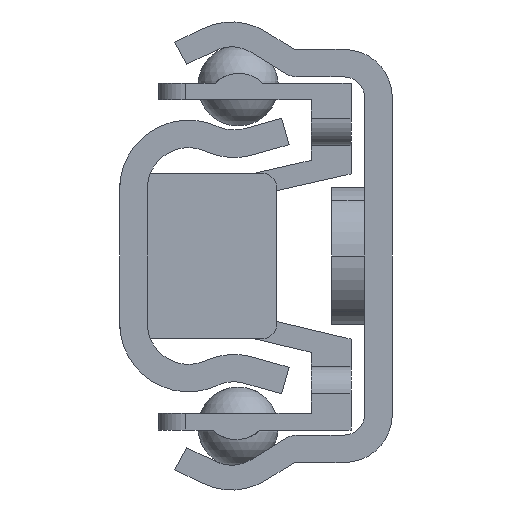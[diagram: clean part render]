
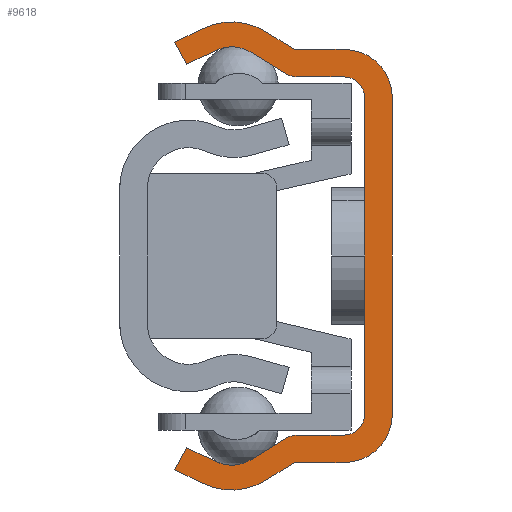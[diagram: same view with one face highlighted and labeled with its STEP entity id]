
A CAD part, front view. The second image highlights one B-rep face of the part: STEP entity #9618.
In plain terms, the highlighted planar face has unit normal (0, -1, 0).
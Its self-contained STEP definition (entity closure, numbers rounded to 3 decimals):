
#8791=CARTESIAN_POINT('',(1.921,0.,-5.75));
#8792=DIRECTION('',(0.,1.,0.));
#8793=DIRECTION('',(1.,0.,0.));
#8794=AXIS2_PLACEMENT_3D('',#8791,#8792,#8793);
#8796=DIRECTION('',(-1.,0.,0.));
#8797=VECTOR('',#8796,1.804);
#8798=CARTESIAN_POINT('',(1.921,0.,-7.5));
#8799=LINE('',#8798,#8797);
#8800=DIRECTION('',(-0.85,0.,-0.527));
#8801=VECTOR('',#8800,1.23);
#8802=CARTESIAN_POINT('',(0.116,0.,-7.5));
#8803=LINE('',#8802,#8801);
#8804=CARTESIAN_POINT('',(-2.167,0.,-6.15));
#8805=DIRECTION('',(0.,1.,0.));
#8806=DIRECTION('',(0.527,0.,-0.85));
#8807=AXIS2_PLACEMENT_3D('',#8804,#8805,#8806);
#8809=DIRECTION('',(-0.899,0.,0.438));
#8810=VECTOR('',#8809,1.15);
#8811=CARTESIAN_POINT('',(-3.195,0.,-8.263));
#8812=LINE('',#8811,#8810);
#8813=DIRECTION('',(0.479,0.,0.878));
#8814=VECTOR('',#8813,0.914);
#8815=CARTESIAN_POINT('',(-4.229,0.,-7.76));
#8816=LINE('',#8815,#8814);
#8817=DIRECTION('',(0.899,0.,-0.438));
#8818=VECTOR('',#8817,1.15);
#8819=CARTESIAN_POINT('',(-3.791,0.,-6.957));
#8820=LINE('',#8819,#8818);
#8821=CARTESIAN_POINT('',(-2.167,0.,-6.246));
#8822=DIRECTION('',(0.,-1.,0.));
#8823=DIRECTION('',(-0.438,0.,-0.899));
#8824=AXIS2_PLACEMENT_3D('',#8821,#8822,#8823);
#8826=DIRECTION('',(0.85,0.,0.527));
#8827=VECTOR('',#8826,1.413);
#8828=CARTESIAN_POINT('',(-1.456,0.,-7.394));
#8829=LINE('',#8828,#8827);
#8830=CARTESIAN_POINT('',(0.272,0.,-7.5));
#8831=DIRECTION('',(0.,1.,0.));
#8832=DIRECTION('',(-0.527,0.,0.85));
#8833=AXIS2_PLACEMENT_3D('',#8830,#8831,#8832);
#8835=DIRECTION('',(1.,0.,0.));
#8836=VECTOR('',#8835,1.649);
#8837=CARTESIAN_POINT('',(0.272,0.,-6.5));
#8838=LINE('',#8837,#8836);
#8839=CARTESIAN_POINT('',(1.921,0.,-5.75));
#8840=DIRECTION('',(0.,-1.,0.));
#8841=DIRECTION('',(0.,0.,-1.));
#8842=AXIS2_PLACEMENT_3D('',#8839,#8840,#8841);
#8844=CARTESIAN_POINT('',(1.921,0.,5.75));
#8845=DIRECTION('',(0.,-1.,0.));
#8846=DIRECTION('',(1.,0.,0.));
#8847=AXIS2_PLACEMENT_3D('',#8844,#8845,#8846);
#8849=DIRECTION('',(-1.,0.,0.));
#8850=VECTOR('',#8849,1.649);
#8851=CARTESIAN_POINT('',(1.921,0.,6.5));
#8852=LINE('',#8851,#8850);
#8853=CARTESIAN_POINT('',(0.272,0.,7.5));
#8854=DIRECTION('',(0.,1.,0.));
#8855=DIRECTION('',(0.,0.,-1.));
#8856=AXIS2_PLACEMENT_3D('',#8853,#8854,#8855);
#8858=DIRECTION('',(-0.85,0.,0.527));
#8859=VECTOR('',#8858,1.413);
#8860=CARTESIAN_POINT('',(-0.255,0.,6.65));
#8861=LINE('',#8860,#8859);
#8862=CARTESIAN_POINT('',(-2.167,0.,6.246));
#8863=DIRECTION('',(0.,-1.,0.));
#8864=DIRECTION('',(0.527,0.,0.85));
#8865=AXIS2_PLACEMENT_3D('',#8862,#8863,#8864);
#8867=DIRECTION('',(-0.899,0.,-0.438));
#8868=VECTOR('',#8867,1.15);
#8869=CARTESIAN_POINT('',(-2.757,0.,7.46));
#8870=LINE('',#8869,#8868);
#8871=DIRECTION('',(-0.479,0.,0.878));
#8872=VECTOR('',#8871,0.914);
#8873=CARTESIAN_POINT('',(-3.791,0.,6.957));
#8874=LINE('',#8873,#8872);
#8875=DIRECTION('',(0.899,0.,0.438));
#8876=VECTOR('',#8875,1.15);
#8877=CARTESIAN_POINT('',(-4.229,0.,7.76));
#8878=LINE('',#8877,#8876);
#8879=CARTESIAN_POINT('',(-2.167,0.,6.15));
#8880=DIRECTION('',(0.,1.,0.));
#8881=DIRECTION('',(-0.438,0.,0.899));
#8882=AXIS2_PLACEMENT_3D('',#8879,#8880,#8881);
#8884=DIRECTION('',(0.85,0.,-0.527));
#8885=VECTOR('',#8884,1.23);
#8886=CARTESIAN_POINT('',(-0.929,0.,8.148));
#8887=LINE('',#8886,#8885);
#8888=DIRECTION('',(1.,0.,0.));
#8889=VECTOR('',#8888,1.804);
#8890=CARTESIAN_POINT('',(0.116,0.,7.5));
#8891=LINE('',#8890,#8889);
#8892=CARTESIAN_POINT('',(1.921,0.,5.75));
#8893=DIRECTION('',(0.,1.,0.));
#8894=DIRECTION('',(0.,0.,1.));
#8895=AXIS2_PLACEMENT_3D('',#8892,#8893,#8894);
#8915=DIRECTION('',(0.,0.,1.));
#8916=VECTOR('',#8915,11.5);
#8917=CARTESIAN_POINT('',(3.671,0.,-5.75));
#8918=LINE('',#8917,#8916);
#8989=DIRECTION('',(0.,0.,-1.));
#8990=VECTOR('',#8989,11.5);
#8991=CARTESIAN_POINT('',(2.671,0.,5.75));
#8992=LINE('',#8991,#8990);
#9383=CARTESIAN_POINT('',(3.671,0.,-5.75));
#9384=CARTESIAN_POINT('',(1.921,0.,-7.5));
#9385=VERTEX_POINT('',#9383);
#9386=VERTEX_POINT('',#9384);
#9387=CARTESIAN_POINT('',(0.116,0.,-7.5));
#9388=VERTEX_POINT('',#9387);
#9389=CARTESIAN_POINT('',(-0.929,0.,-8.148));
#9390=VERTEX_POINT('',#9389);
#9391=CARTESIAN_POINT('',(-3.195,0.,-8.263));
#9392=VERTEX_POINT('',#9391);
#9393=CARTESIAN_POINT('',(-4.229,0.,-7.76));
#9394=VERTEX_POINT('',#9393);
#9395=CARTESIAN_POINT('',(-3.791,0.,-6.957));
#9396=VERTEX_POINT('',#9395);
#9397=CARTESIAN_POINT('',(-2.757,0.,-7.46));
#9398=VERTEX_POINT('',#9397);
#9399=CARTESIAN_POINT('',(-1.456,0.,-7.394));
#9400=VERTEX_POINT('',#9399);
#9401=CARTESIAN_POINT('',(-0.255,0.,-6.65));
#9402=VERTEX_POINT('',#9401);
#9403=CARTESIAN_POINT('',(0.272,0.,-6.5));
#9404=VERTEX_POINT('',#9403);
#9405=CARTESIAN_POINT('',(1.921,0.,-6.5));
#9406=VERTEX_POINT('',#9405);
#9407=CARTESIAN_POINT('',(2.671,0.,-5.75));
#9408=VERTEX_POINT('',#9407);
#9409=CARTESIAN_POINT('',(2.671,0.,5.75));
#9410=CARTESIAN_POINT('',(1.921,0.,6.5));
#9411=VERTEX_POINT('',#9409);
#9412=VERTEX_POINT('',#9410);
#9413=CARTESIAN_POINT('',(0.272,0.,6.5));
#9414=VERTEX_POINT('',#9413);
#9415=CARTESIAN_POINT('',(-0.255,0.,6.65));
#9416=VERTEX_POINT('',#9415);
#9417=CARTESIAN_POINT('',(-1.456,0.,7.394));
#9418=VERTEX_POINT('',#9417);
#9419=CARTESIAN_POINT('',(-2.757,0.,7.46));
#9420=VERTEX_POINT('',#9419);
#9421=CARTESIAN_POINT('',(-3.791,0.,6.957));
#9422=VERTEX_POINT('',#9421);
#9423=CARTESIAN_POINT('',(-4.229,0.,7.76));
#9424=VERTEX_POINT('',#9423);
#9425=CARTESIAN_POINT('',(-3.195,0.,8.263));
#9426=VERTEX_POINT('',#9425);
#9427=CARTESIAN_POINT('',(-0.929,0.,8.148));
#9428=VERTEX_POINT('',#9427);
#9429=CARTESIAN_POINT('',(0.116,0.,7.5));
#9430=VERTEX_POINT('',#9429);
#9431=CARTESIAN_POINT('',(1.921,0.,7.5));
#9432=VERTEX_POINT('',#9431);
#9433=CARTESIAN_POINT('',(3.671,0.,5.75));
#9434=VERTEX_POINT('',#9433);
#9559=CARTESIAN_POINT('',(0.,0.,0.));
#9560=DIRECTION('',(0.,1.,0.));
#9561=DIRECTION('',(1.,0.,0.));
#9562=AXIS2_PLACEMENT_3D('',#9559,#9560,#9561);
#9563=PLANE('',#9562);
#9565=ORIENTED_EDGE('',*,*,#9564,.T.);
#9567=ORIENTED_EDGE('',*,*,#9566,.T.);
#9569=ORIENTED_EDGE('',*,*,#9568,.T.);
#9571=ORIENTED_EDGE('',*,*,#9570,.T.);
#9573=ORIENTED_EDGE('',*,*,#9572,.T.);
#9575=ORIENTED_EDGE('',*,*,#9574,.T.);
#9577=ORIENTED_EDGE('',*,*,#9576,.T.);
#9579=ORIENTED_EDGE('',*,*,#9578,.T.);
#9581=ORIENTED_EDGE('',*,*,#9580,.T.);
#9583=ORIENTED_EDGE('',*,*,#9582,.T.);
#9585=ORIENTED_EDGE('',*,*,#9584,.T.);
#9587=ORIENTED_EDGE('',*,*,#9586,.T.);
#9589=ORIENTED_EDGE('',*,*,#9588,.F.);
#9591=ORIENTED_EDGE('',*,*,#9590,.T.);
#9593=ORIENTED_EDGE('',*,*,#9592,.T.);
#9595=ORIENTED_EDGE('',*,*,#9594,.T.);
#9597=ORIENTED_EDGE('',*,*,#9596,.T.);
#9599=ORIENTED_EDGE('',*,*,#9598,.T.);
#9601=ORIENTED_EDGE('',*,*,#9600,.T.);
#9603=ORIENTED_EDGE('',*,*,#9602,.T.);
#9605=ORIENTED_EDGE('',*,*,#9604,.T.);
#9607=ORIENTED_EDGE('',*,*,#9606,.T.);
#9609=ORIENTED_EDGE('',*,*,#9608,.T.);
#9611=ORIENTED_EDGE('',*,*,#9610,.T.);
#9613=ORIENTED_EDGE('',*,*,#9612,.T.);
#9615=ORIENTED_EDGE('',*,*,#9614,.F.);
#9616=EDGE_LOOP('',(#9565,#9567,#9569,#9571,#9573,#9575,#9577,#9579,#9581,#9583,
#9585,#9587,#9589,#9591,#9593,#9595,#9597,#9599,#9601,#9603,#9605,#9607,#9609,
#9611,#9613,#9615));
#9617=FACE_OUTER_BOUND('',#9616,.F.);
#9618=ADVANCED_FACE('',(#9617),#9563,.F.);
#8795=CIRCLE('',#8794,1.75);
#8808=CIRCLE('',#8807,2.35);
#8825=CIRCLE('',#8824,1.35);
#8834=CIRCLE('',#8833,1.);
#8843=CIRCLE('',#8842,0.75);
#8848=CIRCLE('',#8847,0.75);
#8857=CIRCLE('',#8856,1.);
#8866=CIRCLE('',#8865,1.35);
#8883=CIRCLE('',#8882,2.35);
#8896=CIRCLE('',#8895,1.75);
#9564=EDGE_CURVE('',#9385,#9386,#8795,.T.);
#9566=EDGE_CURVE('',#9386,#9388,#8799,.T.);
#9568=EDGE_CURVE('',#9388,#9390,#8803,.T.);
#9570=EDGE_CURVE('',#9390,#9392,#8808,.T.);
#9572=EDGE_CURVE('',#9392,#9394,#8812,.T.);
#9574=EDGE_CURVE('',#9394,#9396,#8816,.T.);
#9576=EDGE_CURVE('',#9396,#9398,#8820,.T.);
#9578=EDGE_CURVE('',#9398,#9400,#8825,.T.);
#9580=EDGE_CURVE('',#9400,#9402,#8829,.T.);
#9582=EDGE_CURVE('',#9402,#9404,#8834,.T.);
#9584=EDGE_CURVE('',#9404,#9406,#8838,.T.);
#9586=EDGE_CURVE('',#9406,#9408,#8843,.T.);
#9588=EDGE_CURVE('',#9411,#9408,#8992,.T.);
#9590=EDGE_CURVE('',#9411,#9412,#8848,.T.);
#9592=EDGE_CURVE('',#9412,#9414,#8852,.T.);
#9594=EDGE_CURVE('',#9414,#9416,#8857,.T.);
#9596=EDGE_CURVE('',#9416,#9418,#8861,.T.);
#9598=EDGE_CURVE('',#9418,#9420,#8866,.T.);
#9600=EDGE_CURVE('',#9420,#9422,#8870,.T.);
#9602=EDGE_CURVE('',#9422,#9424,#8874,.T.);
#9604=EDGE_CURVE('',#9424,#9426,#8878,.T.);
#9606=EDGE_CURVE('',#9426,#9428,#8883,.T.);
#9608=EDGE_CURVE('',#9428,#9430,#8887,.T.);
#9610=EDGE_CURVE('',#9430,#9432,#8891,.T.);
#9612=EDGE_CURVE('',#9432,#9434,#8896,.T.);
#9614=EDGE_CURVE('',#9385,#9434,#8918,.T.);
